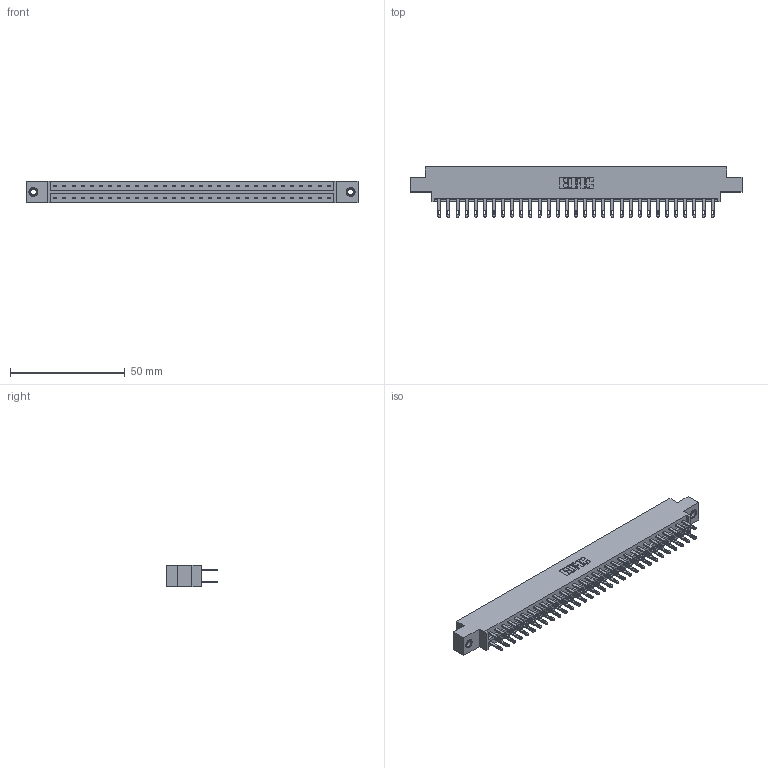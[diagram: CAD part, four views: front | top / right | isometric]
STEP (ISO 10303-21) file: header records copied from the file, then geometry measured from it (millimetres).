
FILE_DESCRIPTION (( 'STEP AP203' ), '1' );
FILE_NAME ('833-062-500-807.STEP', '2020-06-05T05:02:51', ( '' ), ( '' ), 'SwSTEP 2.0', 'SolidWorks 2020', '' );
FILE_SCHEMA (( 'CONFIG_CONTROL_DESIGN' ));
Length unit declared in the file: inch
Products named in the file (4): 833 Part_Offset - .156 Dia - TI; 345-292-001_345-293-100; 345-250-001_345-250-005-103; 833-062-500-807
Assembly tree (65 placements, depth 2):
  833-062-500-807
    833 Part_Offset - .156 Dia - TI
    345-292-001_345-293-100  x62
    345-250-001_345-250-005-103  x2
Bounding box: 144.37 x 21.85 x 9.4 mm (x, y, z)
Volume: 14585 mm3; surface area: 18062.1 mm2
Topology: 65 solids, 65 shells, 3154 faces, 9573 edges, 6374 vertices
Faces by surface type: plane 1966, cylinder 1172, cone 12, torus 4
Entity records: 22614 total; most frequent: CARTESIAN_POINT 3745, ORIENTED_EDGE 3674, DIRECTION 3251, EDGE_CURVE 1837, LINE 1685, VECTOR 1685, VERTEX_POINT 1220, AXIS2_PLACEMENT_3D 783
